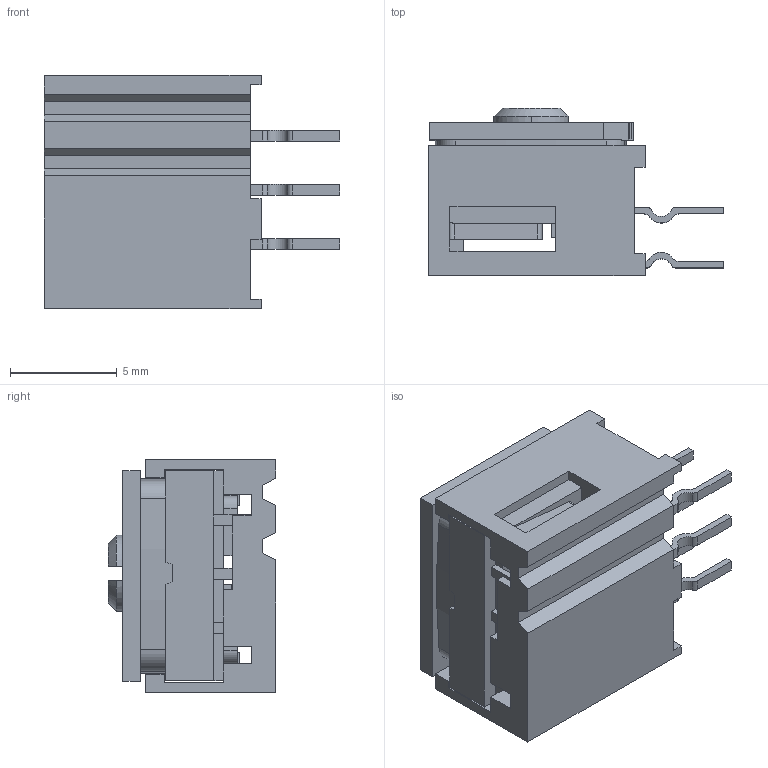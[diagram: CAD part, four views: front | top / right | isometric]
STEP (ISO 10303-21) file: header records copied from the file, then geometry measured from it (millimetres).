
FILE_DESCRIPTION((''),'2;1');
FILE_NAME('94HAB16RAT','2016-05-12T',('eketcik'),(''),'PRO/ENGINEER BY PARAMETRIC TECHNOLOGY CORPORATION, 2011490','PRO/ENGINEER BY PARAMETRIC TECHNOLOGY CORPORATION, 2011490','');
FILE_SCHEMA(('CONFIG_CONTROL_DESIGN'));
Length unit declared in the file: inch
Products named in the file (1): 94HAB16RAT
Bounding box: 13.84 x 7.85 x 10.92 mm (x, y, z)
Volume: 493.8 mm3; surface area: 1488.3 mm2
Topology: 1 solids, 3 shells, 1175 faces, 3407 edges, 2262 vertices
Faces by surface type: plane 965, cylinder 148, bspline 50, cone 12
Entity records: 39560 total; most frequent: CARTESIAN_POINT 8574, ORIENTED_EDGE 6814, DIRECTION 5853, EDGE_CURVE 3407, VECTOR 2953, LINE 2953, VERTEX_POINT 2262, AXIS2_PLACEMENT_3D 1450
